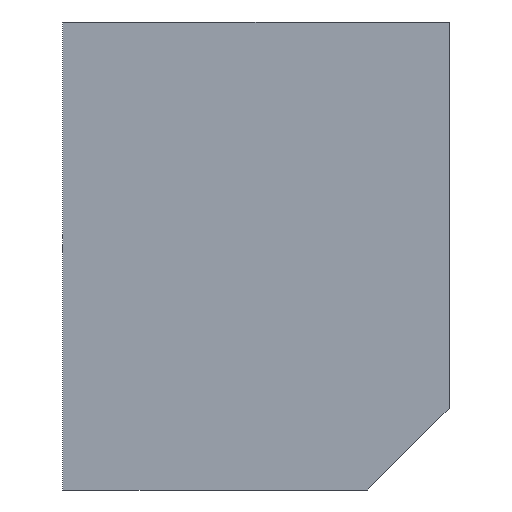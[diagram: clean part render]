
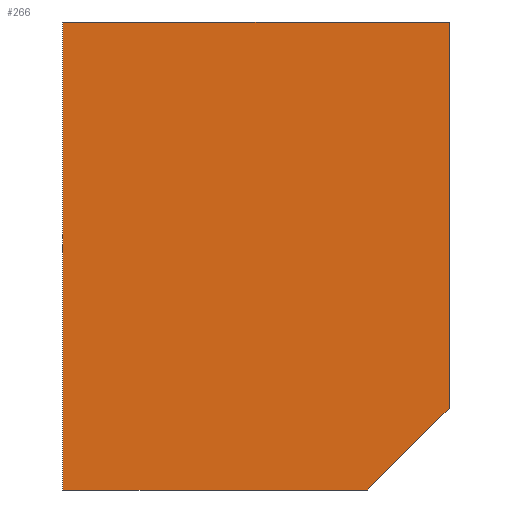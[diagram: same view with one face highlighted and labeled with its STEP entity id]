
A CAD part, front view. The second image highlights one B-rep face of the part: STEP entity #266.
In plain terms, the highlighted planar face has unit normal (0, -1, 0).
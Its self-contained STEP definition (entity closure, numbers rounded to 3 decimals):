
#3 = CARTESIAN_POINT ( 'NONE',  ( 0., -20., 0. ) ) ;
#6 = DIRECTION ( 'NONE',  ( 0., 1., 0. ) ) ;
#8 = CARTESIAN_POINT ( 'NONE',  ( 2000., -20., -2000. ) ) ;
#16 = EDGE_CURVE ( 'NONE', #252, #260, #18, .T. ) ;
#18 = LINE ( 'NONE', #116, #112 ) ;
#19 = VECTOR ( 'NONE', #236, 1000. ) ;
#22 = CARTESIAN_POINT ( 'NONE',  ( 1575.736, -20., -2424.264 ) ) ;
#25 = EDGE_CURVE ( 'NONE', #226, #92, #79, .T. ) ;
#37 = ORIENTED_EDGE ( 'NONE', *, *, #25, .F. ) ;
#65 = CARTESIAN_POINT ( 'NONE',  ( 1575.736, -20., -2424.264 ) ) ;
#79 = LINE ( 'NONE', #94, #136 ) ;
#86 = AXIS2_PLACEMENT_3D ( 'NONE', #3, #6, #217 ) ;
#92 = VERTEX_POINT ( 'NONE', #137 ) ;
#94 = CARTESIAN_POINT ( 'NONE',  ( 0., -20., -2424.264 ) ) ;
#100 = DIRECTION ( 'NONE',  ( -1., 0., 0. ) ) ;
#105 = DIRECTION ( 'NONE',  ( -0.707, 0., -0.707 ) ) ;
#108 = ORIENTED_EDGE ( 'NONE', *, *, #177, .F. ) ;
#112 = VECTOR ( 'NONE', #232, 1000. ) ;
#116 = CARTESIAN_POINT ( 'NONE',  ( 2000., -20., 0. ) ) ;
#123 = CARTESIAN_POINT ( 'NONE',  ( 0., -20., 0. ) ) ;
#127 = PLANE ( 'NONE',  #86 ) ;
#132 = VERTEX_POINT ( 'NONE', #65 ) ;
#136 = VECTOR ( 'NONE', #265, 1000. ) ;
#137 = CARTESIAN_POINT ( 'NONE',  ( 0., -20., 0. ) ) ;
#148 = LINE ( 'NONE', #123, #19 ) ;
#159 = EDGE_CURVE ( 'NONE', #132, #226, #268, .T. ) ;
#172 = VECTOR ( 'NONE', #105, 1000. ) ;
#173 = LINE ( 'NONE', #219, #172 ) ;
#176 = ORIENTED_EDGE ( 'NONE', *, *, #16, .F. ) ;
#177 = EDGE_CURVE ( 'NONE', #92, #252, #148, .T. ) ;
#178 = ORIENTED_EDGE ( 'NONE', *, *, #159, .F. ) ;
#199 = CARTESIAN_POINT ( 'NONE',  ( 0., -20., -2424.264 ) ) ;
#203 = CARTESIAN_POINT ( 'NONE',  ( 2000., -20., 0. ) ) ;
#206 = VECTOR ( 'NONE', #100, 1000. ) ;
#207 = ORIENTED_EDGE ( 'NONE', *, *, #212, .F. ) ;
#212 = EDGE_CURVE ( 'NONE', #260, #132, #173, .T. ) ;
#217 = DIRECTION ( 'NONE',  ( 0., 0., 1. ) ) ;
#219 = CARTESIAN_POINT ( 'NONE',  ( 2000., -20., -2000. ) ) ;
#226 = VERTEX_POINT ( 'NONE', #199 ) ;
#232 = DIRECTION ( 'NONE',  ( 0., 0., -1. ) ) ;
#236 = DIRECTION ( 'NONE',  ( 1., 0., 0. ) ) ;
#252 = VERTEX_POINT ( 'NONE', #203 ) ;
#260 = VERTEX_POINT ( 'NONE', #8 ) ;
#261 = FACE_OUTER_BOUND ( 'NONE', #267, .T. ) ;
#265 = DIRECTION ( 'NONE',  ( 0., 0., 1. ) ) ;
#266 = ADVANCED_FACE ( 'NONE', ( #261 ), #127, .F. ) ;
#267 = EDGE_LOOP ( 'NONE', ( #37, #178, #207, #176, #108 ) ) ;
#268 = LINE ( 'NONE', #22, #206 ) ;
